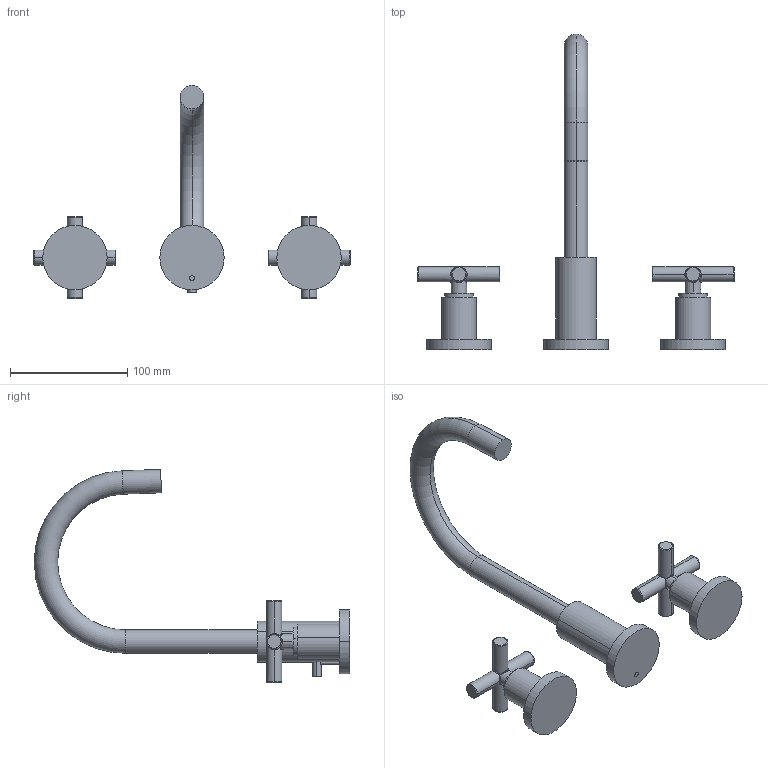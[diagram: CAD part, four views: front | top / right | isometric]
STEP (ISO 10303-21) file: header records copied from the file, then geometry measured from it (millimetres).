
FILE_DESCRIPTION (( 'STEP AP203' ), '1' );
FILE_NAME ('20710892-00.STEP', '2018-07-03T14:18:53', ( '' ), ( '' ), 'SwSTEP 2.0', 'SolidWorks 2017', '' );
FILE_SCHEMA (( 'CONFIG_CONTROL_DESIGN' ));
Length unit declared in the file: millimetre
Products named in the file (8): Planungsmodell_Auslauf-+-04.28.22.062.00.94-01_ _K19_20x112,5,R68<88x32,7; Planungsmodell_Rosette_rund-+-36.104.820-01_ _K5_55x9; Planungsmodell_Griff-+-09.20.89.003-01_ _K2; Planungsmodell_Griff-+-83.905.930-02_ _K5_30x36_24,5x3,2; Planungsmodell_Rohr_gerade-+-28.568.780-10_ _K102_4x25; Planungsmodell_Rohr_gerade-+-28.568.780-10_ _K96_35x70; Planungsmodell_Rohr_gerade-+-28.568.780-10_ _K27_7x25; 20710892-00
Assembly tree (11 placements, depth 2):
  20710892-00
    Planungsmodell_Rosette_rund-+-36.104.820-01_ _K5_55x9  x3
    Planungsmodell_Griff-+-83.905.930-02_ _K5_30x36_24,5x3,2  x2
    Planungsmodell_Rohr_gerade-+-28.568.780-10_ _K96_35x70
    Planungsmodell_Auslauf-+-04.28.22.062.00.94-01_ _K19_20x112,5,R68<88x32,7
    Planungsmodell_Griff-+-09.20.89.003-01_ _K2  x2
    Planungsmodell_Rohr_gerade-+-28.568.780-10_ _K102_4x25
    Planungsmodell_Rohr_gerade-+-28.568.780-10_ _K27_7x25
Bounding box: 270 x 269.49 x 182.09 mm (x, y, z)
Volume: 338333.9 mm3; surface area: 75308.1 mm2
Topology: 11 solids, 11 shells, 120 faces, 234 edges, 130 vertices
Faces by surface type: cylinder 44, plane 30, torus 18, bspline 16, sphere 8, cone 4
Entity records: 3366 total; most frequent: CARTESIAN_POINT 1081, DIRECTION 324, ORIENTED_EDGE 252, AXIS2_PLACEMENT_3D 148, EDGE_CURVE 126, PERSON_AND_ORGANIZATION 75, CIRCLE 74, VERTEX_POINT 73
